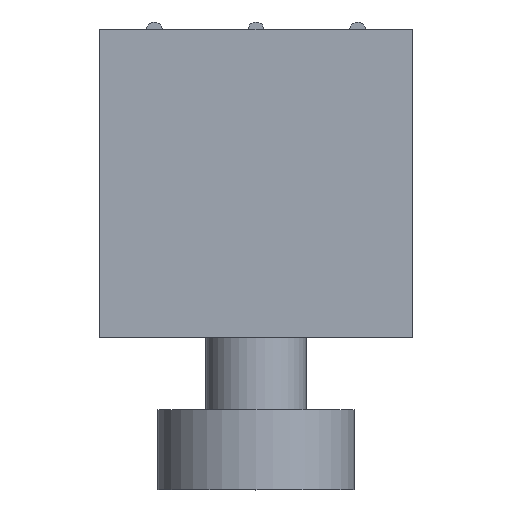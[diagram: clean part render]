
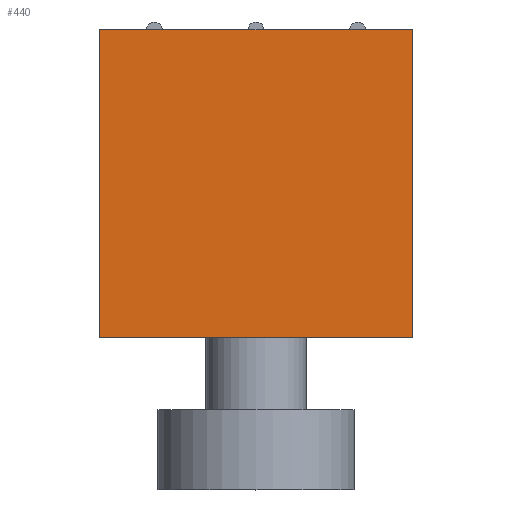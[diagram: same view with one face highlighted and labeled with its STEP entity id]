
A CAD part, top view. The second image highlights one B-rep face of the part: STEP entity #440.
In plain terms, the highlighted planar face has unit normal (0, 0, 1).
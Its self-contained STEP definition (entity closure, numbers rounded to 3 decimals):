
#136 = VERTEX_POINT('',#137);
#137 = CARTESIAN_POINT('',(3.9,0.,4.9));
#143 = EDGE_CURVE('',#136,#144,#146,.T.);
#144 = VERTEX_POINT('',#145);
#145 = CARTESIAN_POINT('',(-3.9,0.,4.9));
#146 = LINE('',#147,#148);
#147 = CARTESIAN_POINT('',(3.9,0.,4.9));
#148 = VECTOR('',#149,1.);
#149 = DIRECTION('',(-1.,0.,0.));
#220 = VERTEX_POINT('',#221);
#221 = CARTESIAN_POINT('',(3.9,-7.68,4.9));
#227 = EDGE_CURVE('',#136,#220,#228,.T.);
#228 = LINE('',#229,#230);
#229 = CARTESIAN_POINT('',(3.9,0.,4.9));
#230 = VECTOR('',#231,1.);
#231 = DIRECTION('',(0.,-1.,0.));
#244 = VERTEX_POINT('',#245);
#245 = CARTESIAN_POINT('',(-3.9,-7.68,4.9));
#251 = EDGE_CURVE('',#220,#244,#252,.T.);
#252 = LINE('',#253,#254);
#253 = CARTESIAN_POINT('',(3.9,-7.68,4.9));
#254 = VECTOR('',#255,1.);
#255 = DIRECTION('',(-1.,0.,0.));
#277 = EDGE_CURVE('',#144,#244,#278,.T.);
#278 = LINE('',#279,#280);
#279 = CARTESIAN_POINT('',(-3.9,0.,4.9));
#280 = VECTOR('',#281,1.);
#281 = DIRECTION('',(0.,-1.,0.));
#440 = ADVANCED_FACE('',(#441),#447,.F.);
#441 = FACE_BOUND('',#442,.F.);
#442 = EDGE_LOOP('',(#443,#444,#445,#446));
#443 = ORIENTED_EDGE('',*,*,#227,.T.);
#444 = ORIENTED_EDGE('',*,*,#251,.T.);
#445 = ORIENTED_EDGE('',*,*,#277,.F.);
#446 = ORIENTED_EDGE('',*,*,#143,.F.);
#447 = PLANE('',#448);
#448 = AXIS2_PLACEMENT_3D('',#449,#450,#451);
#449 = CARTESIAN_POINT('',(3.9,0.,4.9));
#450 = DIRECTION('',(0.,0.,-1.));
#451 = DIRECTION('',(-1.,0.,0.));
